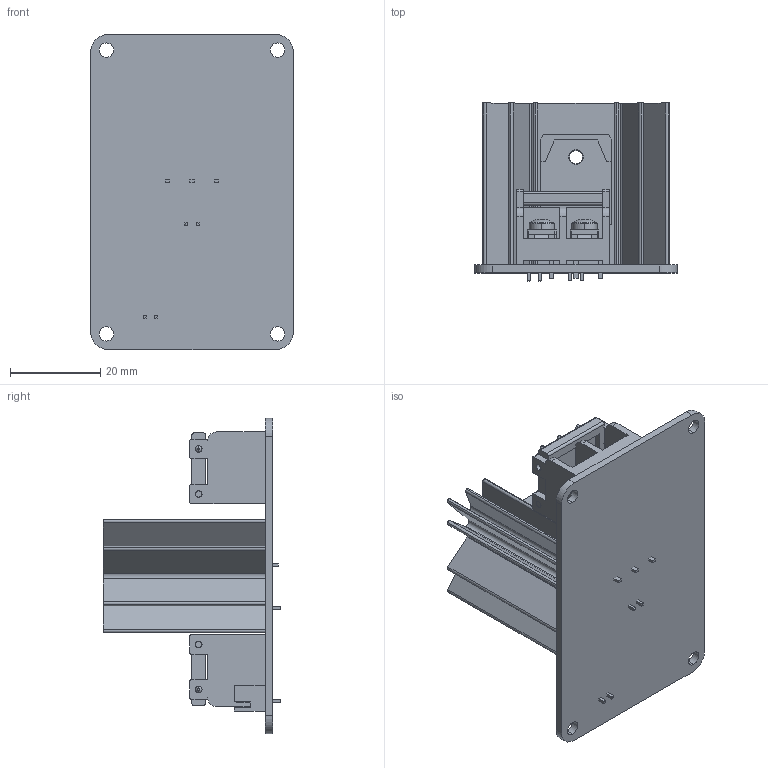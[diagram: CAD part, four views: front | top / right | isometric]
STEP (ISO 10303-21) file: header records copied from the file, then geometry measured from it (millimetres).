
FILE_DESCRIPTION (( 'STEP AP214' ), '1' );
FILE_NAME ('HEATED BED POWER EXPANSION MODULE, 3D PRINTER.STEP', '2017-09-04T07:38:39', ( '' ), ( '' ), 'SwSTEP 2.0', 'SolidWorks 2017', '' );
FILE_SCHEMA (( 'AUTOMOTIVE_DESIGN' ));
Length unit declared in the file: millimetre
Products named in the file (11): pan cross head_am_B18.6.7M - M3 x 0.5 x 6 Type I Cross Recessed PHMS --6N; HEAT SINK, HEATED BED POWER EXPANSION MODULE, 3D PRINTER; TERMINAL BLOCK, HEATED BED POWER EXPANSION MODULE, 3D PRINTER; MOSFET, HA210N06, HEATED BED POWER EXPANSION MODULE, 3D PRINTER; HEATED BED POWER EXPANSION MODULE, 3D PRINTER; WIRE CLAMPING PLATE, HEATED BED POWER EXPANSION MODULE, 3D PRINTER; TERMINAL PLATE, HEATED BED POWER EXPANSION MODULE, 3D PRINTER; PCB, HEATED BED POWER EXPANSION MODULE, 3D PRINTER; 2 PINS JST CONNECTOR, HEATED BED POWER EXPANSION MODULE, 3D PRINTER; COVER, TERMINAL BLOCK, HEATED BED POWER EXPANSION MODULE, 3D PRINTER; TERMINAL BLOCK SUBASSY, HEATED BED POWER EXPANSION MODULE, 3D PRINTER
Assembly tree (15 placements, depth 3):
  HEATED BED POWER EXPANSION MODULE, 3D PRINTER
    PCB, HEATED BED POWER EXPANSION MODULE, 3D PRINTER
    HEAT SINK, HEATED BED POWER EXPANSION MODULE, 3D PRINTER
    TERMINAL BLOCK SUBASSY, HEATED BED POWER EXPANSION MODULE, 3D PRINTER  x2
      TERMINAL BLOCK, HEATED BED POWER EXPANSION MODULE, 3D PRINTER
      TERMINAL PLATE, HEATED BED POWER EXPANSION MODULE, 3D PRINTER
      WIRE CLAMPING PLATE, HEATED BED POWER EXPANSION MODULE, 3D PRINTER
      COVER, TERMINAL BLOCK, HEATED BED POWER EXPANSION MODULE, 3D PRINTER
      pan cross head_am_B18.6.7M - M3 x 0.5 x 6 Type I Cross Recessed PHMS --6N
    MOSFET, HA210N06, HEATED BED POWER EXPANSION MODULE, 3D PRINTER
    2 PINS JST CONNECTOR, HEATED BED POWER EXPANSION MODULE, 3D PRINTER  x2
Bounding box: 45 x 39.45 x 70 mm (x, y, z)
Volume: 22658.5 mm3; surface area: 30169.2 mm2
Topology: 21 solids, 21 shells, 854 faces, 2189 edges, 1414 vertices
Faces by surface type: plane 566, cylinder 230, bspline 34, torus 16, sphere 8
Entity records: 18836 total; most frequent: CARTESIAN_POINT 4908, ORIENTED_EDGE 2604, DIRECTION 2494, EDGE_CURVE 1302, LINE 926, VECTOR 926, VERTEX_POINT 854, AXIS2_PLACEMENT_3D 784
